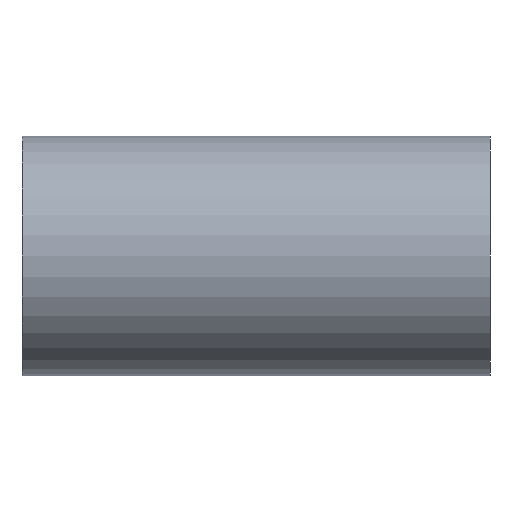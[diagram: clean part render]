
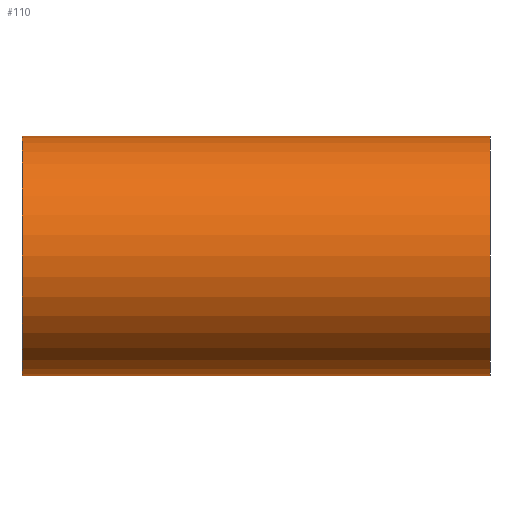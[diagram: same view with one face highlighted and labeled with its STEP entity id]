
A CAD part, front view. The second image highlights one B-rep face of the part: STEP entity #110.
In plain terms, the highlighted cylindrical face has radius 34.227 mm (diameter 68.453 mm), a partial arc.
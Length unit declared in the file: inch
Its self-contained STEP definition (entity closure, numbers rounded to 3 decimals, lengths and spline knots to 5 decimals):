
#23 = AXIS2_PLACEMENT_3D ( 'NONE', #439, #436, #424 ) ;
#42 = AXIS2_PLACEMENT_3D ( 'NONE', #672, #666, #663 ) ;
#45 = EDGE_CURVE ( 'NONE', #461, #470, #371, .T. ) ;
#48 = EDGE_CURVE ( 'NONE', #473, #593, #358, .T. ) ;
#56 = EDGE_CURVE ( 'NONE', #595, #470, #292, .T. ) ;
#63 = EDGE_CURVE ( 'NONE', #593, #461, #367, .T. ) ;
#83 = AXIS2_PLACEMENT_3D ( 'NONE', #490, #489, #488 ) ;
#110 = ADVANCED_FACE ( 'NONE', ( #349 ), #337, .T. ) ;
#165 = ORIENTED_EDGE ( 'NONE', *, *, #698, .T. ) ;
#174 = ORIENTED_EDGE ( 'NONE', *, *, #63, .F. ) ;
#180 = ORIENTED_EDGE ( 'NONE', *, *, #717, .T. ) ;
#184 = ORIENTED_EDGE ( 'NONE', *, *, #56, .T. ) ;
#188 = ORIENTED_EDGE ( 'NONE', *, *, #48, .F. ) ;
#218 = ORIENTED_EDGE ( 'NONE', *, *, #45, .F. ) ;
#258 = EDGE_LOOP ( 'NONE', ( #188, #165, #180, #184, #218, #174 ) ) ;
#281 = VECTOR ( 'NONE', #496, 39.37008 ) ;
#288 = VECTOR ( 'NONE', #399, 39.37008 ) ;
#292 = LINE ( 'NONE', #546, #281 ) ;
#337 = CYLINDRICAL_SURFACE ( 'NONE', #42, 1.3475 ) ;
#344 = CIRCLE ( 'NONE', #23, 1.3475 ) ;
#349 = FACE_OUTER_BOUND ( 'NONE', #258, .T. ) ;
#358 = LINE ( 'NONE', #547, #373 ) ;
#367 = LINE ( 'NONE', #505, #370 ) ;
#370 = VECTOR ( 'NONE', #517, 39.37008 ) ;
#371 = CIRCLE ( 'NONE', #83, 1.3475 ) ;
#373 = VECTOR ( 'NONE', #486, 39.37008 ) ;
#375 = LINE ( 'NONE', #400, #288 ) ;
#399 = DIRECTION ( 'NONE',  ( -1., 0., 0. ) ) ;
#400 = CARTESIAN_POINT ( 'NONE',  ( 1.25, 0., 1.3475 ) ) ;
#424 = DIRECTION ( 'NONE',  ( 0., 0., 1. ) ) ;
#436 = DIRECTION ( 'NONE',  ( -1., 0., 0. ) ) ;
#439 = CARTESIAN_POINT ( 'NONE',  ( 2.63, 0., 0. ) ) ;
#461 = VERTEX_POINT ( 'NONE', #649 ) ;
#470 = VERTEX_POINT ( 'NONE', #613 ) ;
#473 = VERTEX_POINT ( 'NONE', #612 ) ;
#486 = DIRECTION ( 'NONE',  ( -1., 0., 0. ) ) ;
#488 = DIRECTION ( 'NONE',  ( 0., 0., 1. ) ) ;
#489 = DIRECTION ( 'NONE',  ( -1., 0., 0. ) ) ;
#490 = CARTESIAN_POINT ( 'NONE',  ( -2.63, 0., 0. ) ) ;
#496 = DIRECTION ( 'NONE',  ( -1., 0., 0. ) ) ;
#505 = CARTESIAN_POINT ( 'NONE',  ( 1.25, 0., -1.3475 ) ) ;
#517 = DIRECTION ( 'NONE',  ( -1., 0., 0. ) ) ;
#536 = CARTESIAN_POINT ( 'NONE',  ( 0., 0., 1.3475 ) ) ;
#546 = CARTESIAN_POINT ( 'NONE',  ( 1.25, 0., 1.3475 ) ) ;
#547 = CARTESIAN_POINT ( 'NONE',  ( 1.25, 0., -1.3475 ) ) ;
#549 = CARTESIAN_POINT ( 'NONE',  ( 0., 0., -1.3475 ) ) ;
#579 = VERTEX_POINT ( 'NONE', #606 ) ;
#593 = VERTEX_POINT ( 'NONE', #549 ) ;
#595 = VERTEX_POINT ( 'NONE', #536 ) ;
#606 = CARTESIAN_POINT ( 'NONE',  ( 2.63, 0., 1.3475 ) ) ;
#612 = CARTESIAN_POINT ( 'NONE',  ( 2.63, 0., -1.3475 ) ) ;
#613 = CARTESIAN_POINT ( 'NONE',  ( -2.63, 0., 1.3475 ) ) ;
#649 = CARTESIAN_POINT ( 'NONE',  ( -2.63, 0., -1.3475 ) ) ;
#663 = DIRECTION ( 'NONE',  ( 0., 0., 1. ) ) ;
#666 = DIRECTION ( 'NONE',  ( -1., 0., 0. ) ) ;
#672 = CARTESIAN_POINT ( 'NONE',  ( 1.25, 0., 0. ) ) ;
#698 = EDGE_CURVE ( 'NONE', #473, #579, #344, .T. ) ;
#717 = EDGE_CURVE ( 'NONE', #579, #595, #375, .T. ) ;
